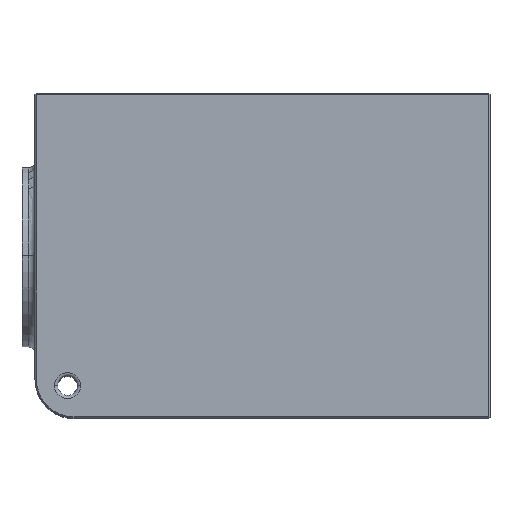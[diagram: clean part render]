
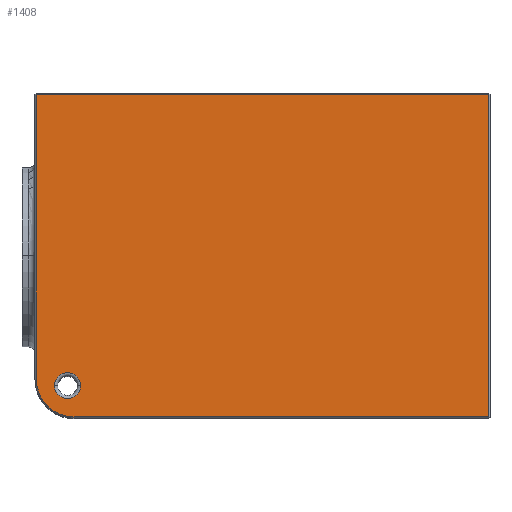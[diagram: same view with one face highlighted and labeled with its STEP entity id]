
A CAD part, top view. The second image highlights one B-rep face of the part: STEP entity #1408.
In plain terms, the highlighted planar face has unit normal (0, 0, 1).
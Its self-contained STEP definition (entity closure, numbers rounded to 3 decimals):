
#46 = EDGE_CURVE ( 'NONE', #5468, #1968, #6546, .T. ) ;
#68 = DIRECTION ( 'NONE',  ( -1., 0., 0. ) ) ;
#72 = CARTESIAN_POINT ( 'NONE',  ( -34.8, 25., 46.665 ) ) ;
#435 = DIRECTION ( 'NONE',  ( 0., 0., -1. ) ) ;
#558 = AXIS2_PLACEMENT_3D ( 'NONE', #3622, #435, #5645 ) ;
#697 = EDGE_CURVE ( 'NONE', #1968, #5468, #4504, .T. ) ;
#798 = CARTESIAN_POINT ( 'NONE',  ( -34.8, 24.8, 46.665 ) ) ;
#859 = CARTESIAN_POINT ( 'NONE',  ( -28., -20., 46.665 ) ) ;
#1331 = ORIENTED_EDGE ( 'NONE', *, *, #3704, .T. ) ;
#1408 = ADVANCED_FACE ( 'NONE', ( #3422, #2994 ), #3695, .F. ) ;
#1575 = DIRECTION ( 'NONE',  ( 0., 0., -1. ) ) ;
#1596 = CARTESIAN_POINT ( 'NONE',  ( 35., 25., 46.665 ) ) ;
#1620 = VERTEX_POINT ( 'NONE', #4014 ) ;
#1745 = DIRECTION ( 'NONE',  ( -1., 0., 0. ) ) ;
#1818 = CIRCLE ( 'NONE', #5085, 5.8 ) ;
#1936 = CARTESIAN_POINT ( 'NONE',  ( -34.8, -19., 46.665 ) ) ;
#1968 = VERTEX_POINT ( 'NONE', #859 ) ;
#2028 = AXIS2_PLACEMENT_3D ( 'NONE', #1596, #1575, #2120 ) ;
#2065 = ORIENTED_EDGE ( 'NONE', *, *, #4270, .T. ) ;
#2120 = DIRECTION ( 'NONE',  ( -1., 0., 0. ) ) ;
#2377 = CARTESIAN_POINT ( 'NONE',  ( -29., -24.8, 46.665 ) ) ;
#2551 = LINE ( 'NONE', #4853, #4951 ) ;
#2752 = LINE ( 'NONE', #72, #2830 ) ;
#2830 = VECTOR ( 'NONE', #3629, 1000. ) ;
#2843 = DIRECTION ( 'NONE',  ( 0., 1., 0. ) ) ;
#2994 = FACE_BOUND ( 'NONE', #3488, .T. ) ;
#3045 = VERTEX_POINT ( 'NONE', #3152 ) ;
#3152 = CARTESIAN_POINT ( 'NONE',  ( 34.8, -24.8, 46.665 ) ) ;
#3274 = ORIENTED_EDGE ( 'NONE', *, *, #697, .T. ) ;
#3307 = VECTOR ( 'NONE', #4159, 1000. ) ;
#3314 = EDGE_CURVE ( 'NONE', #6115, #3820, #1818, .T. ) ;
#3392 = ORIENTED_EDGE ( 'NONE', *, *, #3932, .T. ) ;
#3422 = FACE_OUTER_BOUND ( 'NONE', #3583, .T. ) ;
#3488 = EDGE_LOOP ( 'NONE', ( #6035, #3274 ) ) ;
#3583 = EDGE_LOOP ( 'NONE', ( #4561, #3392, #4880, #2065, #1331 ) ) ;
#3622 = CARTESIAN_POINT ( 'NONE',  ( -30., -20., 46.665 ) ) ;
#3629 = DIRECTION ( 'NONE',  ( 0., -1., 0. ) ) ;
#3630 = VECTOR ( 'NONE', #2843, 1000. ) ;
#3695 = PLANE ( 'NONE',  #2028 ) ;
#3704 = EDGE_CURVE ( 'NONE', #3727, #6115, #2752, .T. ) ;
#3727 = VERTEX_POINT ( 'NONE', #798 ) ;
#3801 = DIRECTION ( 'NONE',  ( 0., 0., -1. ) ) ;
#3820 = VERTEX_POINT ( 'NONE', #2377 ) ;
#3880 = CARTESIAN_POINT ( 'NONE',  ( 34.8, 25., 46.665 ) ) ;
#3932 = EDGE_CURVE ( 'NONE', #3820, #3045, #4729, .T. ) ;
#4014 = CARTESIAN_POINT ( 'NONE',  ( 34.8, 24.8, 46.665 ) ) ;
#4159 = DIRECTION ( 'NONE',  ( 1., 0., 0. ) ) ;
#4239 = CARTESIAN_POINT ( 'NONE',  ( -29., -19., 46.665 ) ) ;
#4270 = EDGE_CURVE ( 'NONE', #1620, #3727, #2551, .T. ) ;
#4504 = CIRCLE ( 'NONE', #6349, 2. ) ;
#4561 = ORIENTED_EDGE ( 'NONE', *, *, #3314, .T. ) ;
#4729 = LINE ( 'NONE', #5125, #3307 ) ;
#4771 = DIRECTION ( 'NONE',  ( 0., 0., 1. ) ) ;
#4853 = CARTESIAN_POINT ( 'NONE',  ( 35., 24.8, 46.665 ) ) ;
#4880 = ORIENTED_EDGE ( 'NONE', *, *, #5333, .T. ) ;
#4951 = VECTOR ( 'NONE', #68, 1000. ) ;
#5085 = AXIS2_PLACEMENT_3D ( 'NONE', #4239, #4771, #6809 ) ;
#5125 = CARTESIAN_POINT ( 'NONE',  ( 35., -24.8, 46.665 ) ) ;
#5182 = CARTESIAN_POINT ( 'NONE',  ( -32., -20., 46.665 ) ) ;
#5333 = EDGE_CURVE ( 'NONE', #3045, #1620, #5940, .T. ) ;
#5468 = VERTEX_POINT ( 'NONE', #5182 ) ;
#5645 = DIRECTION ( 'NONE',  ( -1., 0., 0. ) ) ;
#5940 = LINE ( 'NONE', #3880, #3630 ) ;
#6035 = ORIENTED_EDGE ( 'NONE', *, *, #46, .T. ) ;
#6115 = VERTEX_POINT ( 'NONE', #1936 ) ;
#6349 = AXIS2_PLACEMENT_3D ( 'NONE', #6519, #3801, #1745 ) ;
#6519 = CARTESIAN_POINT ( 'NONE',  ( -30., -20., 46.665 ) ) ;
#6546 = CIRCLE ( 'NONE', #558, 2. ) ;
#6809 = DIRECTION ( 'NONE',  ( -1., 0., 0. ) ) ;
